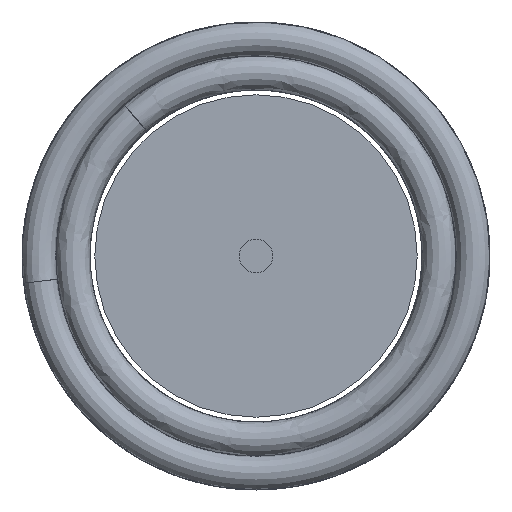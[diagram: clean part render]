
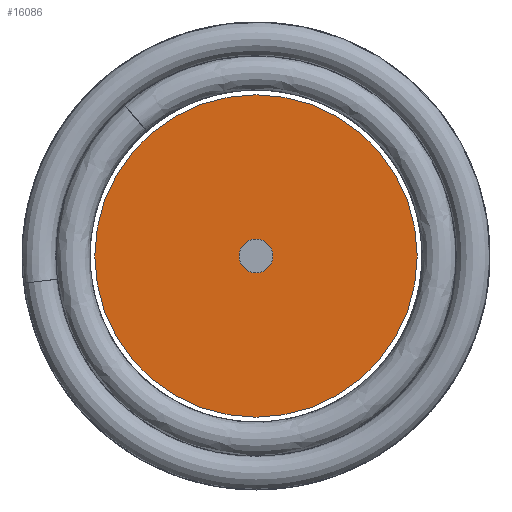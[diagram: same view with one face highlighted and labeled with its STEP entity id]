
A CAD part, front view. The second image highlights one B-rep face of the part: STEP entity #16086.
In plain terms, the highlighted planar face has unit normal (0, -1, 0).
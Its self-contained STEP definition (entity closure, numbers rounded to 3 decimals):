
#15961=CARTESIAN_POINT('',(0.,-28.375,0.));
#15962=DIRECTION('',(0.,1.,0.));
#15963=DIRECTION('',(1.,0.,0.));
#15964=AXIS2_PLACEMENT_3D('',#15961,#15962,#15963);
#15966=CARTESIAN_POINT('',(0.,-28.375,0.));
#15967=DIRECTION('',(0.,1.,0.));
#15968=DIRECTION('',(-1.,0.,0.));
#15969=AXIS2_PLACEMENT_3D('',#15966,#15967,#15968);
#15971=CARTESIAN_POINT('',(0.,-28.375,0.));
#15972=DIRECTION('',(0.,1.,0.));
#15973=DIRECTION('',(-1.,0.,0.));
#15974=AXIS2_PLACEMENT_3D('',#15971,#15972,#15973);
#15976=CARTESIAN_POINT('',(0.,-28.375,0.));
#15977=DIRECTION('',(0.,1.,0.));
#15978=DIRECTION('',(1.,0.,0.));
#15979=AXIS2_PLACEMENT_3D('',#15976,#15977,#15978);
#16045=CARTESIAN_POINT('',(3.851,-28.375,0.));
#16046=CARTESIAN_POINT('',(-3.851,-28.375,0.));
#16047=VERTEX_POINT('',#16045);
#16048=VERTEX_POINT('',#16046);
#16061=CARTESIAN_POINT('',(-0.405,-28.375,0.));
#16062=VERTEX_POINT('',#16061);
#16065=CARTESIAN_POINT('',(0.405,-28.375,0.));
#16066=VERTEX_POINT('',#16065);
#16069=CARTESIAN_POINT('',(0.,-28.375,0.));
#16070=DIRECTION('',(0.,1.,0.));
#16071=DIRECTION('',(1.,0.,0.));
#16072=AXIS2_PLACEMENT_3D('',#16069,#16070,#16071);
#16073=PLANE('',#16072);
#16075=ORIENTED_EDGE('',*,*,#16074,.T.);
#16077=ORIENTED_EDGE('',*,*,#16076,.T.);
#16078=EDGE_LOOP('',(#16075,#16077));
#16079=FACE_OUTER_BOUND('',#16078,.F.);
#16081=ORIENTED_EDGE('',*,*,#16080,.F.);
#16083=ORIENTED_EDGE('',*,*,#16082,.F.);
#16084=EDGE_LOOP('',(#16081,#16083));
#16085=FACE_BOUND('',#16084,.F.);
#15965=CIRCLE('',#15964,3.851);
#15970=CIRCLE('',#15969,3.851);
#15975=CIRCLE('',#15974,0.405);
#15980=CIRCLE('',#15979,0.405);
#16074=EDGE_CURVE('',#16047,#16048,#15965,.T.);
#16076=EDGE_CURVE('',#16048,#16047,#15970,.T.);
#16080=EDGE_CURVE('',#16062,#16066,#15975,.T.);
#16082=EDGE_CURVE('',#16066,#16062,#15980,.T.);
#16086=ADVANCED_FACE('',(#16079,#16085),#16073,.F.);
